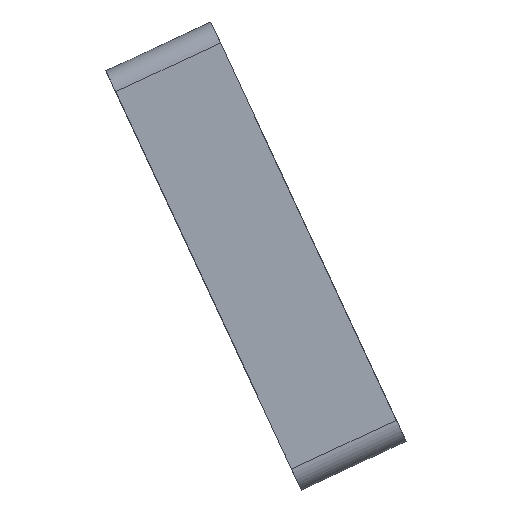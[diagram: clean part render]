
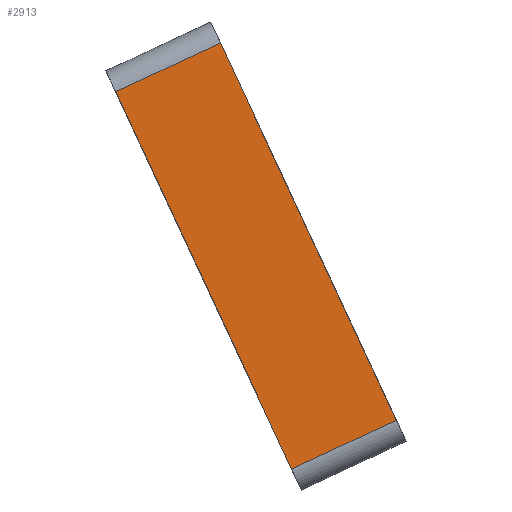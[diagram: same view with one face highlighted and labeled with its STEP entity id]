
A CAD part, left-side view. The second image highlights one B-rep face of the part: STEP entity #2913.
In plain terms, the highlighted planar face has unit normal (-1, 0, 0).
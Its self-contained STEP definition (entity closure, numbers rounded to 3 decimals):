
#30=PLANE('',#3091);
#131=FACE_OUTER_BOUND('',#287,.T.);
#287=EDGE_LOOP('',(#1989,#1990,#1991,#1992));
#451=LINE('',#4232,#783);
#453=LINE('',#4238,#785);
#465=LINE('',#4272,#797);
#466=LINE('',#4273,#798);
#783=VECTOR('',#3359,10.);
#785=VECTOR('',#3365,10.);
#797=VECTOR('',#3389,10.);
#798=VECTOR('',#3390,10.);
#1228=VERTEX_POINT('',#4229);
#1229=VERTEX_POINT('',#4231);
#1231=VERTEX_POINT('',#4237);
#1247=VERTEX_POINT('',#4271);
#1524=EDGE_CURVE('',#1228,#1229,#451,.T.);
#1527=EDGE_CURVE('',#1229,#1231,#453,.T.);
#1544=EDGE_CURVE('',#1247,#1228,#465,.T.);
#1545=EDGE_CURVE('',#1231,#1247,#466,.T.);
#1989=ORIENTED_EDGE('',*,*,#1524,.F.);
#1990=ORIENTED_EDGE('',*,*,#1544,.F.);
#1991=ORIENTED_EDGE('',*,*,#1545,.F.);
#1992=ORIENTED_EDGE('',*,*,#1527,.F.);
#2913=ADVANCED_FACE('',(#131),#30,.T.);
#3091=AXIS2_PLACEMENT_3D('',#4270,#3387,#3388);
#3359=DIRECTION('',(0.,0.,-1.));
#3365=DIRECTION('',(0.,1.,0.));
#3387=DIRECTION('center_axis',(-1.,0.,0.));
#3388=DIRECTION('ref_axis',(0.,-1.,0.));
#3389=DIRECTION('',(0.,-1.,0.));
#3390=DIRECTION('',(0.,0.,1.));
#4229=CARTESIAN_POINT('',(0.,3.,15.));
#4231=CARTESIAN_POINT('',(0.,3.,0.));
#4232=CARTESIAN_POINT('',(0.,3.,6.));
#4237=CARTESIAN_POINT('',(0.,57.,0.));
#4238=CARTESIAN_POINT('',(0.,30.,0.));
#4270=CARTESIAN_POINT('Origin',(0.,60.,0.));
#4271=CARTESIAN_POINT('',(0.,57.,15.));
#4272=CARTESIAN_POINT('',(0.,30.,15.));
#4273=CARTESIAN_POINT('',(0.,57.,6.));
